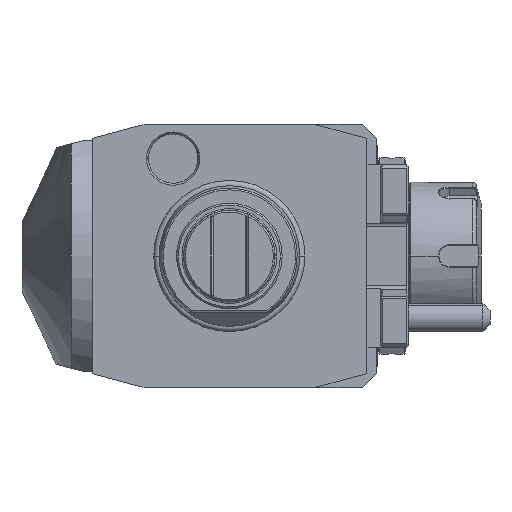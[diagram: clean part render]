
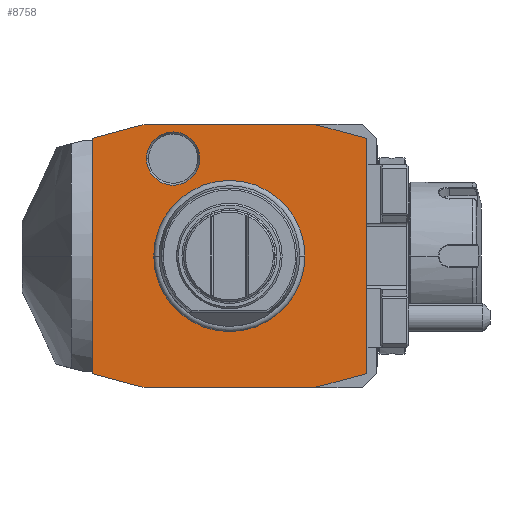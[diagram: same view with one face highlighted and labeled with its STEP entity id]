
A CAD part, front view. The second image highlights one B-rep face of the part: STEP entity #8758.
In plain terms, the highlighted planar face has unit normal (0, -1, 0).
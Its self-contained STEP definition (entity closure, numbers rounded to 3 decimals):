
#1=DIRECTION('',(0.966,0.,-0.259));
#2=VECTOR('',#1,15.529);
#3=CARTESIAN_POINT('',(-39.,0.,-33.481));
#4=LINE('',#3,#2);
#5=DIRECTION('',(0.,0.,-1.));
#6=VECTOR('',#5,66.962);
#7=CARTESIAN_POINT('',(-39.,0.,33.481));
#8=LINE('',#7,#6);
#9=DIRECTION('',(-0.966,0.,-0.259));
#10=VECTOR('',#9,15.529);
#11=CARTESIAN_POINT('',(-24.,0.,37.5));
#12=LINE('',#11,#10);
#13=DIRECTION('',(-1.,0.,0.));
#14=VECTOR('',#13,48.);
#15=CARTESIAN_POINT('',(24.,0.,37.5));
#16=LINE('',#15,#14);
#17=DIRECTION('',(-0.966,0.,0.259));
#18=VECTOR('',#17,15.529);
#19=CARTESIAN_POINT('',(39.,0.,33.481));
#20=LINE('',#19,#18);
#21=DIRECTION('',(0.,0.,1.));
#22=VECTOR('',#21,66.962);
#23=CARTESIAN_POINT('',(39.,0.,-33.481));
#24=LINE('',#23,#22);
#25=DIRECTION('',(0.966,0.,0.259));
#26=VECTOR('',#25,15.529);
#27=CARTESIAN_POINT('',(24.,0.,-37.5));
#28=LINE('',#27,#26);
#29=DIRECTION('',(1.,0.,0.));
#30=VECTOR('',#29,48.);
#31=CARTESIAN_POINT('',(-24.,0.,-37.5));
#32=LINE('',#31,#30);
#33=CARTESIAN_POINT('',(-16.,0.,27.713));
#34=DIRECTION('',(0.,1.,0.));
#35=DIRECTION('',(1.,0.,0.));
#36=AXIS2_PLACEMENT_3D('',#33,#34,#35);
#38=CARTESIAN_POINT('',(-16.,0.,27.713));
#39=DIRECTION('',(0.,1.,0.));
#40=DIRECTION('',(-1.,0.,0.));
#41=AXIS2_PLACEMENT_3D('',#38,#39,#40);
#5615=CARTESIAN_POINT('',(0.,0.,0.));
#5616=DIRECTION('',(0.,-1.,0.));
#5617=DIRECTION('',(1.,0.,0.));
#5618=AXIS2_PLACEMENT_3D('',#5615,#5616,#5617);
#5620=CARTESIAN_POINT('',(0.,0.,0.));
#5621=DIRECTION('',(0.,-1.,0.));
#5622=DIRECTION('',(-1.,0.,0.));
#5623=AXIS2_PLACEMENT_3D('',#5620,#5621,#5622);
#7808=CARTESIAN_POINT('',(-8.423,0.,
27.713));
#7809=CARTESIAN_POINT('',(-23.577,0.,
27.713));
#7810=VERTEX_POINT('',#7808);
#7811=VERTEX_POINT('',#7809);
#8557=CARTESIAN_POINT('',(-39.,0.,-33.481));
#8558=CARTESIAN_POINT('',(-24.,0.,-37.5));
#8559=VERTEX_POINT('',#8557);
#8560=VERTEX_POINT('',#8558);
#8561=CARTESIAN_POINT('',(24.,0.,-37.5));
#8562=VERTEX_POINT('',#8561);
#8563=CARTESIAN_POINT('',(39.,0.,-33.481));
#8564=VERTEX_POINT('',#8563);
#8565=CARTESIAN_POINT('',(39.,0.,33.481));
#8566=VERTEX_POINT('',#8565);
#8567=CARTESIAN_POINT('',(24.,0.,37.5));
#8568=VERTEX_POINT('',#8567);
#8569=CARTESIAN_POINT('',(-24.,0.,37.5));
#8570=VERTEX_POINT('',#8569);
#8571=CARTESIAN_POINT('',(-39.,0.,33.481));
#8572=VERTEX_POINT('',#8571);
#8585=CARTESIAN_POINT('',(21.137,0.,0.));
#8586=CARTESIAN_POINT('',(-21.137,0.,0.));
#8587=VERTEX_POINT('',#8585);
#8588=VERTEX_POINT('',#8586);
#8723=CARTESIAN_POINT('',(0.,0.,0.));
#8724=DIRECTION('',(0.,-1.,0.));
#8725=DIRECTION('',(-1.,0.,0.));
#8726=AXIS2_PLACEMENT_3D('',#8723,#8724,#8725);
#8727=PLANE('',#8726);
#8729=ORIENTED_EDGE('',*,*,#8728,.F.);
#8731=ORIENTED_EDGE('',*,*,#8730,.F.);
#8733=ORIENTED_EDGE('',*,*,#8732,.F.);
#8735=ORIENTED_EDGE('',*,*,#8734,.F.);
#8737=ORIENTED_EDGE('',*,*,#8736,.F.);
#8739=ORIENTED_EDGE('',*,*,#8738,.F.);
#8741=ORIENTED_EDGE('',*,*,#8740,.F.);
#8743=ORIENTED_EDGE('',*,*,#8742,.F.);
#8744=EDGE_LOOP('',(#8729,#8731,#8733,#8735,#8737,#8739,#8741,#8743));
#8745=FACE_OUTER_BOUND('',#8744,.F.);
#8747=ORIENTED_EDGE('',*,*,#8746,.T.);
#8749=ORIENTED_EDGE('',*,*,#8748,.T.);
#8750=EDGE_LOOP('',(#8747,#8749));
#8751=FACE_BOUND('',#8750,.F.);
#8753=ORIENTED_EDGE('',*,*,#8752,.F.);
#8755=ORIENTED_EDGE('',*,*,#8754,.F.);
#8756=EDGE_LOOP('',(#8753,#8755));
#8757=FACE_BOUND('',#8756,.F.);
#37=CIRCLE('',#36,7.577);
#42=CIRCLE('',#41,7.577);
#5619=CIRCLE('',#5618,21.137);
#5624=CIRCLE('',#5623,21.137);
#8728=EDGE_CURVE('',#8559,#8560,#4,.T.);
#8730=EDGE_CURVE('',#8572,#8559,#8,.T.);
#8732=EDGE_CURVE('',#8570,#8572,#12,.T.);
#8734=EDGE_CURVE('',#8568,#8570,#16,.T.);
#8736=EDGE_CURVE('',#8566,#8568,#20,.T.);
#8738=EDGE_CURVE('',#8564,#8566,#24,.T.);
#8740=EDGE_CURVE('',#8562,#8564,#28,.T.);
#8742=EDGE_CURVE('',#8560,#8562,#32,.T.);
#8746=EDGE_CURVE('',#8587,#8588,#5619,.T.);
#8748=EDGE_CURVE('',#8588,#8587,#5624,.T.);
#8752=EDGE_CURVE('',#7810,#7811,#37,.T.);
#8754=EDGE_CURVE('',#7811,#7810,#42,.T.);
#8758=ADVANCED_FACE('',(#8745,#8751,#8757),#8727,.T.);
